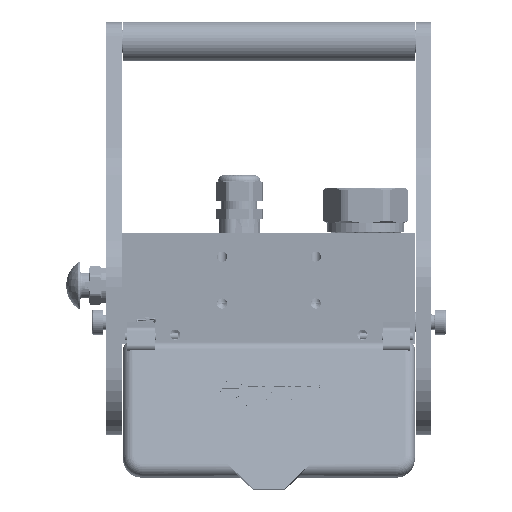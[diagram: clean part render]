
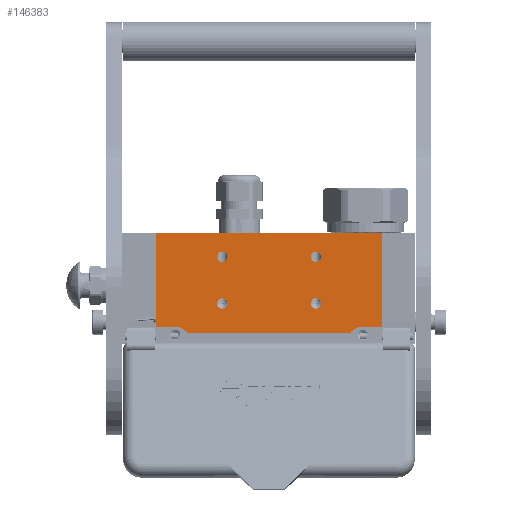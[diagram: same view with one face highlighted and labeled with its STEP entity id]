
A CAD part, left-side view. The second image highlights one B-rep face of the part: STEP entity #146383.
In plain terms, the highlighted face is planar.
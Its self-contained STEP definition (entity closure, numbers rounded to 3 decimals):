
#435 = CARTESIAN_POINT ( 'NONE',  ( 145.854, 64.2, -108. ) ) ;
#4311 = DIRECTION ( 'NONE',  ( 0., 0., -1. ) ) ;
#4433 = VECTOR ( 'NONE', #8635, 1000. ) ;
#4854 = EDGE_CURVE ( 'NONE', #87535, #24495, #38166, .T. ) ;
#6046 = DIRECTION ( 'NONE',  ( 0., 0., -1. ) ) ;
#6890 = VECTOR ( 'NONE', #62225, 1000. ) ;
#7155 = VERTEX_POINT ( 'NONE', #62519 ) ;
#7584 = CARTESIAN_POINT ( 'NONE',  ( 124., 15., -108. ) ) ;
#7606 = CARTESIAN_POINT ( 'NONE',  ( 21.3, 0., -108. ) ) ;
#8635 = DIRECTION ( 'NONE',  ( 0., 1., 0. ) ) ;
#9762 = CARTESIAN_POINT ( 'NONE',  ( 166.7, 0., -108. ) ) ;
#12764 = EDGE_CURVE ( 'NONE', #96326, #37726, #17828, .T. ) ;
#14171 = LINE ( 'NONE', #27329, #85992 ) ;
#14250 = VERTEX_POINT ( 'NONE', #114067 ) ;
#14330 = LINE ( 'NONE', #18329, #42640 ) ;
#15656 = ORIENTED_EDGE ( 'NONE', *, *, #103181, .F. ) ;
#17229 = DIRECTION ( 'NONE',  ( 0., -1., 0. ) ) ;
#17828 = CIRCLE ( 'NONE', #98913, 10. ) ;
#17934 = CIRCLE ( 'NONE', #110083, 3.3 ) ;
#18329 = CARTESIAN_POINT ( 'NONE',  ( 166.7, 60., -108. ) ) ;
#19940 = FACE_BOUND ( 'NONE', #109108, .T. ) ;
#23433 = AXIS2_PLACEMENT_3D ( 'NONE', #9762, #61629, #133822 ) ;
#24495 = VERTEX_POINT ( 'NONE', #119305 ) ;
#26737 = EDGE_CURVE ( 'NONE', #128344, #147775, #139429, .T. ) ;
#27329 = CARTESIAN_POINT ( 'NONE',  ( 21.3, 60., -108. ) ) ;
#29937 = DIRECTION ( 'NONE',  ( -1., 0., 0. ) ) ;
#29992 = CARTESIAN_POINT ( 'NONE',  ( 124., 41.7, -108. ) ) ;
#30668 = CARTESIAN_POINT ( 'NONE',  ( 21.3, 0., -108. ) ) ;
#34577 = EDGE_CURVE ( 'NONE', #37995, #79696, #132067, .T. ) ;
#35364 = CIRCLE ( 'NONE', #103698, 3.3 ) ;
#37726 = VERTEX_POINT ( 'NONE', #122997 ) ;
#37995 = VERTEX_POINT ( 'NONE', #60644 ) ;
#38166 = CIRCLE ( 'NONE', #67530, 3.3 ) ;
#39018 = CARTESIAN_POINT ( 'NONE',  ( 64., 11.7, -108. ) ) ;
#39166 = DIRECTION ( 'NONE',  ( 0., 0., -1. ) ) ;
#39458 = CARTESIAN_POINT ( 'NONE',  ( 124., 45., -108. ) ) ;
#39693 = CARTESIAN_POINT ( 'NONE',  ( 154., 70., -108. ) ) ;
#40283 = ORIENTED_EDGE ( 'NONE', *, *, #47903, .F. ) ;
#40484 = DIRECTION ( 'NONE',  ( 0., -1., 0. ) ) ;
#42230 = VERTEX_POINT ( 'NONE', #81793 ) ;
#42434 = AXIS2_PLACEMENT_3D ( 'NONE', #39458, #76447, #40484 ) ;
#42640 = VECTOR ( 'NONE', #29937, 1000. ) ;
#44238 = EDGE_LOOP ( 'NONE', ( #121510, #53964 ) ) ;
#46602 = EDGE_CURVE ( 'NONE', #24495, #87535, #88659, .T. ) ;
#46912 = DIRECTION ( 'NONE',  ( 0.815, -0.58, 0. ) ) ;
#47903 = EDGE_CURVE ( 'NONE', #110809, #65204, #35364, .T. ) ;
#49778 = EDGE_LOOP ( 'NONE', ( #116620, #85390 ) ) ;
#51369 = CARTESIAN_POINT ( 'NONE',  ( 124., 45., -108. ) ) ;
#53715 = DIRECTION ( 'NONE',  ( 0., 0., -1. ) ) ;
#53964 = ORIENTED_EDGE ( 'NONE', *, *, #34577, .F. ) ;
#54323 = EDGE_CURVE ( 'NONE', #93257, #98372, #134854, .T. ) ;
#55837 = EDGE_LOOP ( 'NONE', ( #76605, #60537 ) ) ;
#56869 = CARTESIAN_POINT ( 'NONE',  ( 124., 18.3, -108. ) ) ;
#57130 = ORIENTED_EDGE ( 'NONE', *, *, #142470, .F. ) ;
#57216 = LINE ( 'NONE', #107434, #147818 ) ;
#57899 = ORIENTED_EDGE ( 'NONE', *, *, #99030, .T. ) ;
#59121 = AXIS2_PLACEMENT_3D ( 'NONE', #39693, #39166, #61929 ) ;
#60537 = ORIENTED_EDGE ( 'NONE', *, *, #128535, .F. ) ;
#60644 = CARTESIAN_POINT ( 'NONE',  ( 64., 48.3, -108. ) ) ;
#61629 = DIRECTION ( 'NONE',  ( 0., 0., -1. ) ) ;
#61929 = DIRECTION ( 'NONE',  ( 0., -1., 0. ) ) ;
#61960 = CIRCLE ( 'NONE', #76023, 3.3 ) ;
#62225 = DIRECTION ( 'NONE',  ( -1., 0., 0. ) ) ;
#62519 = CARTESIAN_POINT ( 'NONE',  ( 154., 60., -108. ) ) ;
#64597 = DIRECTION ( 'NONE',  ( 0., 0., -1. ) ) ;
#65204 = VERTEX_POINT ( 'NONE', #107841 ) ;
#66170 = AXIS2_PLACEMENT_3D ( 'NONE', #87773, #64597, #148387 ) ;
#67309 = DIRECTION ( 'NONE',  ( 0., 0., -1. ) ) ;
#67530 = AXIS2_PLACEMENT_3D ( 'NONE', #141593, #67309, #128392 ) ;
#72782 = CARTESIAN_POINT ( 'NONE',  ( 64., 45., -108. ) ) ;
#74892 = FACE_BOUND ( 'NONE', #44238, .T. ) ;
#75177 = VECTOR ( 'NONE', #141412, 1000. ) ;
#75454 = CIRCLE ( 'NONE', #59121, 10. ) ;
#76023 = AXIS2_PLACEMENT_3D ( 'NONE', #51369, #122093, #135775 ) ;
#76447 = DIRECTION ( 'NONE',  ( 0., 0., -1. ) ) ;
#76605 = ORIENTED_EDGE ( 'NONE', *, *, #26737, .F. ) ;
#76755 = CARTESIAN_POINT ( 'NONE',  ( 64., 45., -108. ) ) ;
#77803 = DIRECTION ( 'NONE',  ( 0., 1., 0. ) ) ;
#79696 = VERTEX_POINT ( 'NONE', #156283 ) ;
#81793 = CARTESIAN_POINT ( 'NONE',  ( 145.854, 64.2, -108. ) ) ;
#83783 = EDGE_CURVE ( 'NONE', #98372, #37726, #14171, .T. ) ;
#83854 = EDGE_CURVE ( 'NONE', #65204, #110809, #17934, .T. ) ;
#84466 = LINE ( 'NONE', #93362, #75177 ) ;
#85343 = DIRECTION ( 'NONE',  ( 0., 0., -1. ) ) ;
#85390 = ORIENTED_EDGE ( 'NONE', *, *, #46602, .F. ) ;
#85992 = VECTOR ( 'NONE', #149134, 1000. ) ;
#87535 = VERTEX_POINT ( 'NONE', #39018 ) ;
#87773 = CARTESIAN_POINT ( 'NONE',  ( 64., 15., -108. ) ) ;
#88659 = CIRCLE ( 'NONE', #66170, 3.3 ) ;
#90563 = ORIENTED_EDGE ( 'NONE', *, *, #128785, .F. ) ;
#92049 = DIRECTION ( 'NONE',  ( 0., 1., 0. ) ) ;
#93013 = AXIS2_PLACEMENT_3D ( 'NONE', #72782, #85343, #122265 ) ;
#93257 = VERTEX_POINT ( 'NONE', #30668 ) ;
#93362 = CARTESIAN_POINT ( 'NONE',  ( 166.7, 0., -108. ) ) ;
#93665 = FACE_OUTER_BOUND ( 'NONE', #106253, .T. ) ;
#94289 = CARTESIAN_POINT ( 'NONE',  ( 42.146, 64.2, -108. ) ) ;
#95321 = ORIENTED_EDGE ( 'NONE', *, *, #54323, .T. ) ;
#96326 = VERTEX_POINT ( 'NONE', #94289 ) ;
#98372 = VERTEX_POINT ( 'NONE', #107271 ) ;
#98913 = AXIS2_PLACEMENT_3D ( 'NONE', #145025, #108641, #46912 ) ;
#99030 = EDGE_CURVE ( 'NONE', #14250, #93257, #57216, .T. ) ;
#101663 = CARTESIAN_POINT ( 'NONE',  ( 124., 15., -108. ) ) ;
#103181 = EDGE_CURVE ( 'NONE', #120225, #7155, #14330, .T. ) ;
#103698 = AXIS2_PLACEMENT_3D ( 'NONE', #7584, #6046, #92049 ) ;
#103823 = ORIENTED_EDGE ( 'NONE', *, *, #83783, .T. ) ;
#104819 = CARTESIAN_POINT ( 'NONE',  ( 166.7, 60., -108. ) ) ;
#105832 = PLANE ( 'NONE',  #23433 ) ;
#106253 = EDGE_LOOP ( 'NONE', ( #90563, #57899, #95321, #103823, #135566, #57130, #129511, #15656 ) ) ;
#106977 = LINE ( 'NONE', #435, #6890 ) ;
#107271 = CARTESIAN_POINT ( 'NONE',  ( 21.3, 60., -108. ) ) ;
#107434 = CARTESIAN_POINT ( 'NONE',  ( 166.7, 0., -108. ) ) ;
#107841 = CARTESIAN_POINT ( 'NONE',  ( 124., 11.7, -108. ) ) ;
#108641 = DIRECTION ( 'NONE',  ( 0., 0., -1. ) ) ;
#109108 = EDGE_LOOP ( 'NONE', ( #124982, #40283 ) ) ;
#109705 = CARTESIAN_POINT ( 'NONE',  ( 124., 48.3, -108. ) ) ;
#110083 = AXIS2_PLACEMENT_3D ( 'NONE', #101663, #53715, #17229 ) ;
#110809 = VERTEX_POINT ( 'NONE', #56869 ) ;
#114067 = CARTESIAN_POINT ( 'NONE',  ( 166.7, 0., -108. ) ) ;
#116620 = ORIENTED_EDGE ( 'NONE', *, *, #4854, .F. ) ;
#118343 = AXIS2_PLACEMENT_3D ( 'NONE', #76755, #4311, #77803 ) ;
#119305 = CARTESIAN_POINT ( 'NONE',  ( 64., 18.3, -108. ) ) ;
#120225 = VERTEX_POINT ( 'NONE', #104819 ) ;
#121510 = ORIENTED_EDGE ( 'NONE', *, *, #153337, .F. ) ;
#122093 = DIRECTION ( 'NONE',  ( 0., 0., -1. ) ) ;
#122265 = DIRECTION ( 'NONE',  ( 0., -1., 0. ) ) ;
#122997 = CARTESIAN_POINT ( 'NONE',  ( 34., 60., -108. ) ) ;
#124982 = ORIENTED_EDGE ( 'NONE', *, *, #83854, .F. ) ;
#127610 = FACE_BOUND ( 'NONE', #55837, .T. ) ;
#128344 = VERTEX_POINT ( 'NONE', #29992 ) ;
#128392 = DIRECTION ( 'NONE',  ( 0., -1., 0. ) ) ;
#128535 = EDGE_CURVE ( 'NONE', #147775, #128344, #61960, .T. ) ;
#128785 = EDGE_CURVE ( 'NONE', #14250, #120225, #84466, .T. ) ;
#129511 = ORIENTED_EDGE ( 'NONE', *, *, #140473, .F. ) ;
#132067 = CIRCLE ( 'NONE', #118343, 3.3 ) ;
#133822 = DIRECTION ( 'NONE',  ( -1., 0., 0. ) ) ;
#134854 = LINE ( 'NONE', #7606, #4433 ) ;
#135566 = ORIENTED_EDGE ( 'NONE', *, *, #12764, .F. ) ;
#135775 = DIRECTION ( 'NONE',  ( 0., 1., 0. ) ) ;
#139429 = CIRCLE ( 'NONE', #42434, 3.3 ) ;
#140473 = EDGE_CURVE ( 'NONE', #7155, #42230, #75454, .T. ) ;
#141412 = DIRECTION ( 'NONE',  ( 0., 1., 0. ) ) ;
#141593 = CARTESIAN_POINT ( 'NONE',  ( 64., 15., -108. ) ) ;
#142102 = CIRCLE ( 'NONE', #93013, 3.3 ) ;
#142470 = EDGE_CURVE ( 'NONE', #42230, #96326, #106977, .T. ) ;
#143854 = DIRECTION ( 'NONE',  ( -1., 0., 0. ) ) ;
#145025 = CARTESIAN_POINT ( 'NONE',  ( 34., 70., -108. ) ) ;
#146383 = ADVANCED_FACE ( 'NONE', ( #127610, #19940, #74892, #154035, #93665 ), #105832, .T. ) ;
#147775 = VERTEX_POINT ( 'NONE', #109705 ) ;
#147818 = VECTOR ( 'NONE', #143854, 1000. ) ;
#148387 = DIRECTION ( 'NONE',  ( 0., 1., 0. ) ) ;
#149134 = DIRECTION ( 'NONE',  ( 1., 0., 0. ) ) ;
#153337 = EDGE_CURVE ( 'NONE', #79696, #37995, #142102, .T. ) ;
#154035 = FACE_BOUND ( 'NONE', #49778, .T. ) ;
#156283 = CARTESIAN_POINT ( 'NONE',  ( 64., 41.7, -108. ) ) ;
